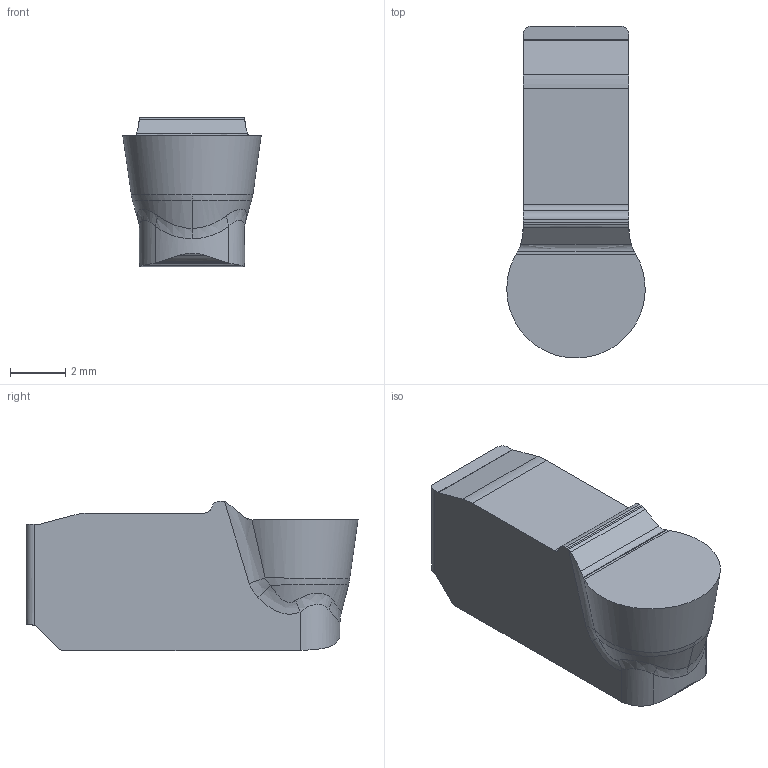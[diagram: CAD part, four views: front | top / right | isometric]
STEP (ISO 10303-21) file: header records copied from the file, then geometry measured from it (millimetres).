
FILE_DESCRIPTION(/* description */ (''),/* implementation_level */ '2;1');
FILE_NAME(/* name */ 'aaa359987_a.stp',/* time_stamp */ '2021-06-07T11:41:22+02:00',/* author */ (''),/* organization */ ('SMS'),/* preprocessor_version */ 'ST-DEVELOPER v16.7',/* originating_system */ 'SIEMENS PLM Software NX 12.0',/* authorisation */ '');
FILE_SCHEMA (('AUTOMOTIVE_DESIGN { 1 0 10303 214 3 1 1 1 }'));
Length unit declared in the file: millimetre
Products named in the file (1): AAA359987_A
Bounding box: 5 x 12 x 5.4 mm (x, y, z)
Volume: 210.9 mm3; surface area: 229.1 mm2
Topology: 1 solids, 1 shells, 54 faces, 137 edges, 88 vertices
Faces by surface type: plane 15, bspline 15, cylinder 13, extrusion 11
Entity records: 2552 total; most frequent: CARTESIAN_POINT 1331, ORIENTED_EDGE 272, DIRECTION 194, EDGE_CURVE 136, VERTEX_POINT 84, AXIS2_PLACEMENT_3D 65, VECTOR 64, B_SPLINE_CURVE_WITH_KNOTS 61
